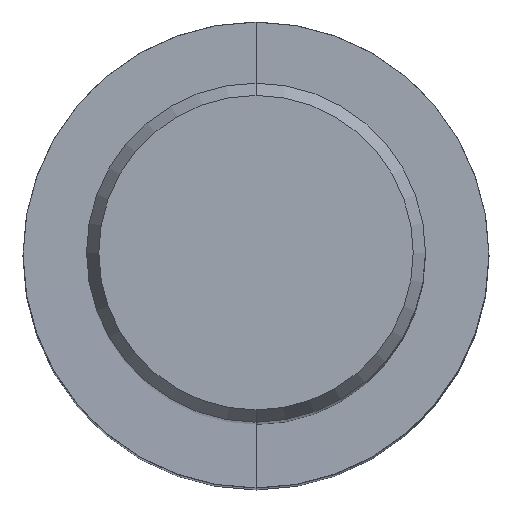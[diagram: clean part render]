
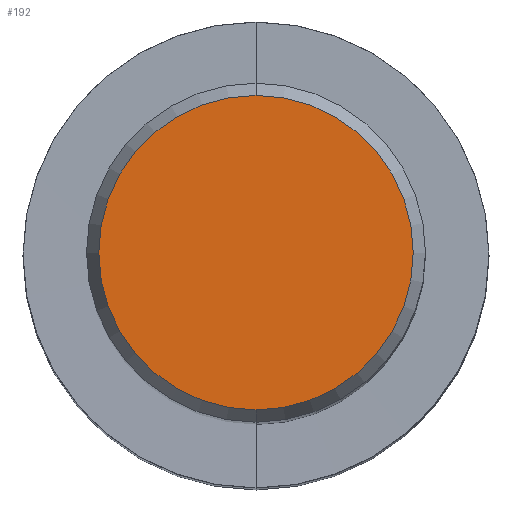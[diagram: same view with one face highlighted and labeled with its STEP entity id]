
A CAD part, top view. The second image highlights one B-rep face of the part: STEP entity #192.
In plain terms, the highlighted planar face has unit normal (0, 0, 1).
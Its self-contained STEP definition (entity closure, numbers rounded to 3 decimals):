
#164=VERTEX_POINT('',#352);
#176=EDGE_CURVE('',#164,#194,#366,.T.);
#192=ADVANCED_FACE('',(#382),#383,.T.);
#194=VERTEX_POINT('',#385);
#220=EDGE_CURVE('',#194,#164,#411,.T.);
#352=CARTESIAN_POINT('',(0.0,5.892,0.01));
#366=CIRCLE('',#575,5.892);
#382=FACE_OUTER_BOUND('',#598,.T.);
#383=PLANE('',#599);
#385=CARTESIAN_POINT('',(0.,-5.892,0.01));
#411=CIRCLE('',#639,5.892);
#575=AXIS2_PLACEMENT_3D('',#821,#822,#823);
#598=EDGE_LOOP('',(#836,#837));
#599=AXIS2_PLACEMENT_3D('',#838,#839,#840);
#639=AXIS2_PLACEMENT_3D('',#864,#865,#866);
#821=CARTESIAN_POINT('',(0.0,0.0,0.01));
#822=DIRECTION('',(0.0,0.0,-1.0));
#823=DIRECTION('',(0.0,1.0,0.0));
#836=ORIENTED_EDGE('',*,*,#176,.F.);
#837=ORIENTED_EDGE('',*,*,#220,.F.);
#838=CARTESIAN_POINT('',(0.0,2.946,0.01));
#839=DIRECTION('',(-0.0,0.0,1.0));
#840=DIRECTION('',(0.0,-1.0,0.0));
#864=CARTESIAN_POINT('',(0.0,0.0,0.01));
#865=DIRECTION('',(0.0,0.0,-1.0));
#866=DIRECTION('',(0.0,1.0,0.0));
